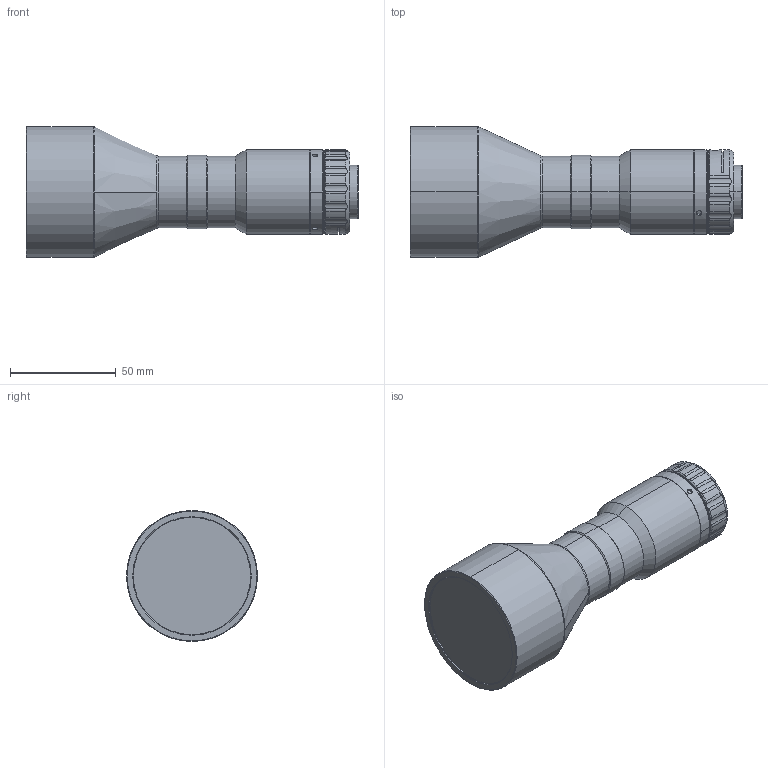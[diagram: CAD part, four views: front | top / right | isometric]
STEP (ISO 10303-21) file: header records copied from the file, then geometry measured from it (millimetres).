
FILE_DESCRIPTION (( 'STEP AP203' ), '1' );
FILE_NAME ('DTCM111-42-AL.STEP', '2019-11-14T07:07:14', ( 'Windows 蚚誧' ), ( '' ), 'SwSTEP 2.0', 'SolidWorks 2017', '' );
FILE_SCHEMA (( 'CONFIG_CONTROL_DESIGN' ));
Length unit declared in the file: millimetre
Products named in the file (1): DTCM111-42-AL
Bounding box: 157.13 x 62 x 62 mm (x, y, z)
Volume: 252157 mm3; surface area: 27532.9 mm2
Topology: 2 solids, 2 shells, 122 faces, 302 edges, 192 vertices
Faces by surface type: cylinder 57, cone 41, plane 20, bspline 4
Entity records: 4247 total; most frequent: CARTESIAN_POINT 1363, ORIENTED_EDGE 600, DIRECTION 572, EDGE_CURVE 300, AXIS2_PLACEMENT_3D 235, VERTEX_POINT 192, EDGE_LOOP 132, FACE_OUTER_BOUND 122
